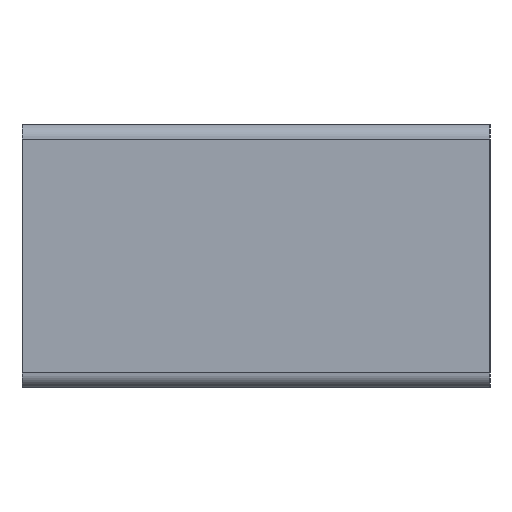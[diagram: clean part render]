
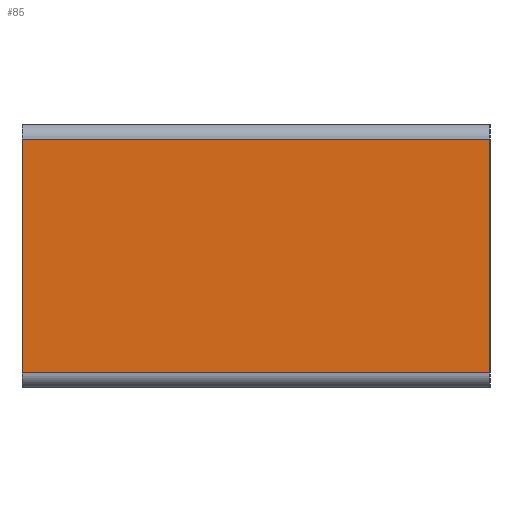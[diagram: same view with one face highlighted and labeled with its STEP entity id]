
A CAD part, left-side view. The second image highlights one B-rep face of the part: STEP entity #85.
In plain terms, the highlighted planar face has unit normal (-1, 0, 0).
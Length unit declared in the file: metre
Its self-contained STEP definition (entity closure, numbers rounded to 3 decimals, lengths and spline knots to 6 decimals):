
#85 = ADVANCED_FACE( '', ( #191 ), #192, .F. );
#191 = FACE_OUTER_BOUND( '', #321, .T. );
#192 = PLANE( '', #322 );
#321 = EDGE_LOOP( '', ( #467, #468, #469, #470 ) );
#322 = AXIS2_PLACEMENT_3D( '', #471, #472, #473 );
#467 = ORIENTED_EDGE( '', *, *, #744, .F. );
#468 = ORIENTED_EDGE( '', *, *, #762, .T. );
#469 = ORIENTED_EDGE( '', *, *, #763, .T. );
#470 = ORIENTED_EDGE( '', *, *, #738, .T. );
#471 = CARTESIAN_POINT( '', ( -0.0008, -0.0004, 0.000225 ) );
#472 = DIRECTION( '', ( 1., 0., 0. ) );
#473 = DIRECTION( '', ( 0., 0., -1. ) );
#738 = EDGE_CURVE( '', #868, #865, #869, .F. );
#744 = EDGE_CURVE( '', #876, #865, #878, .T. );
#762 = EDGE_CURVE( '', #876, #910, #911, .T. );
#763 = EDGE_CURVE( '', #910, #868, #912, .T. );
#865 = VERTEX_POINT( '', #1049 );
#868 = VERTEX_POINT( '', #1052 );
#869 = LINE( '', #1053, #1054 );
#876 = VERTEX_POINT( '', #1063 );
#878 = LINE( '', #1065, #1066 );
#910 = VERTEX_POINT( '', #1111 );
#911 = LINE( '', #1112, #1113 );
#912 = LINE( '', #1114, #1115 );
#1049 = CARTESIAN_POINT( '', ( -0.0008, -0.0004, 0.000025 ) );
#1052 = CARTESIAN_POINT( '', ( -0.0008, 0.0004, 0.000025 ) );
#1053 = CARTESIAN_POINT( '', ( -0.0008, -0.0004, 0.000025 ) );
#1054 = VECTOR( '', #1285, 1. );
#1063 = CARTESIAN_POINT( '', ( -0.0008, -0.0004, 0.000425 ) );
#1065 = CARTESIAN_POINT( '', ( -0.0008, -0.0004, 0.000225 ) );
#1066 = VECTOR( '', #1294, 1. );
#1111 = CARTESIAN_POINT( '', ( -0.0008, 0.0004, 0.000425 ) );
#1112 = CARTESIAN_POINT( '', ( -0.0008, 0.0004, 0.000425 ) );
#1113 = VECTOR( '', #1314, 1. );
#1114 = CARTESIAN_POINT( '', ( -0.0008, 0.0004, 0.000225 ) );
#1115 = VECTOR( '', #1315, 1. );
#1285 = DIRECTION( '', ( 0., 1., 0. ) );
#1294 = DIRECTION( '', ( 0., 0., -1. ) );
#1314 = DIRECTION( '', ( 0., 1., 0. ) );
#1315 = DIRECTION( '', ( 0., 0., -1. ) );
